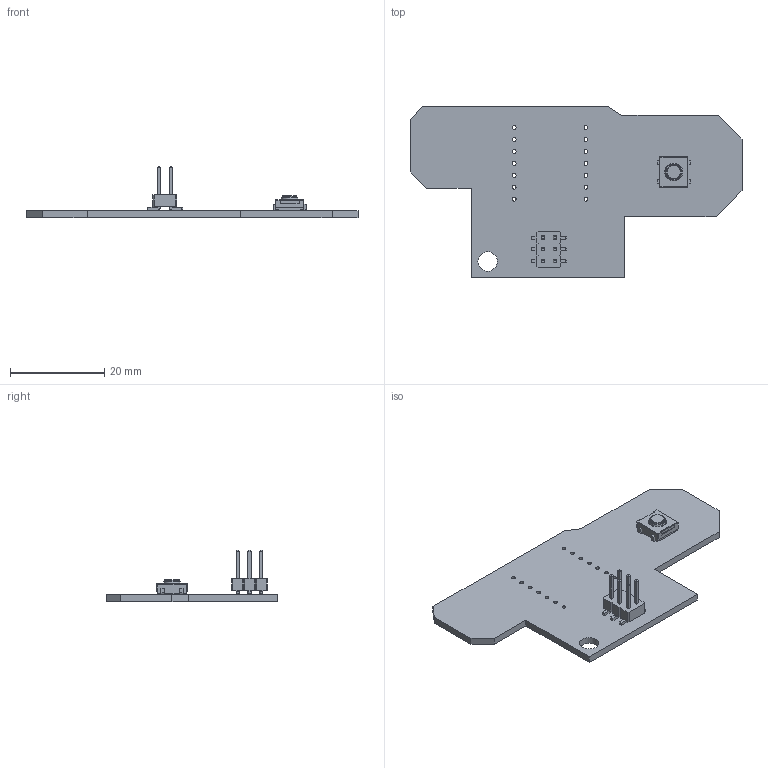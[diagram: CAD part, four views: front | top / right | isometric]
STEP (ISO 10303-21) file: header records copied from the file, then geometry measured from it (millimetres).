
FILE_DESCRIPTION(('KiCad electronic assembly'),'2;1');
FILE_NAME('today3.step','2025-12-03T14:11:20',('Pcbnew'),('Kicad'), 'Open CASCADE STEP processor 7.8','KiCad to STEP converter','Unknown' );
FILE_SCHEMA(('AUTOMOTIVE_DESIGN { 1 0 10303 214 1 1 1 1 }'));
Length unit declared in the file: millimetre
Products named in the file (12): today3 1; PinHeader_2x03_P2.54mm_Vertical_SMD; Switch_Omron-B3SN-3112P; Base; Leads; Lead; Body002; Body003; Body004; Button; Cover; today3_PCB
Assembly tree (11 placements, depth 4):
  today3 1
    PinHeader_2x03_P2.54mm_Vertical_SMD
    Switch_Omron-B3SN-3112P
      Base
      Leads
        Lead
        Body002
        Body003
        Body004
      Button
      Cover
    today3_PCB
Bounding box: 70.5 x 36.5 x 10.89 mm (x, y, z)
Volume: 3067.8 mm3; surface area: 4717 mm2
Topology: 9 solids, 9 shells, 249 faces, 608 edges, 387 vertices
Faces by surface type: plane 214, cylinder 31, torus 3, cone 1
Full cylindrical faces by diameter (mm): 0.8 x14, 3 x2, 4.123 x1
Entity records: 8534 total; most frequent: CARTESIAN_POINT 1256, ORIENTED_EDGE 1216, DIRECTION 1200, EDGE_CURVE 608, LINE 538, VECTOR 538, VERTEX_POINT 387, AXIS2_PLACEMENT_3D 331
